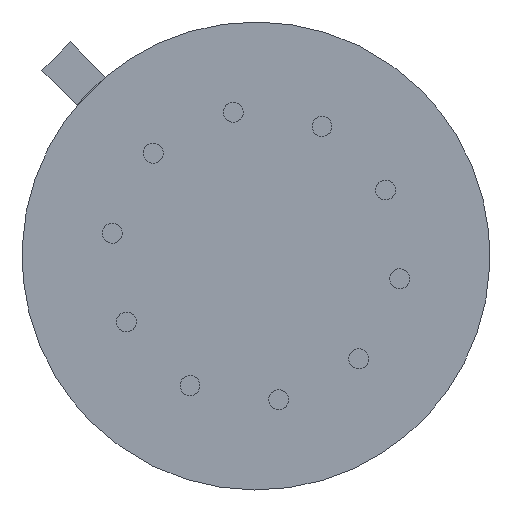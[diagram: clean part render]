
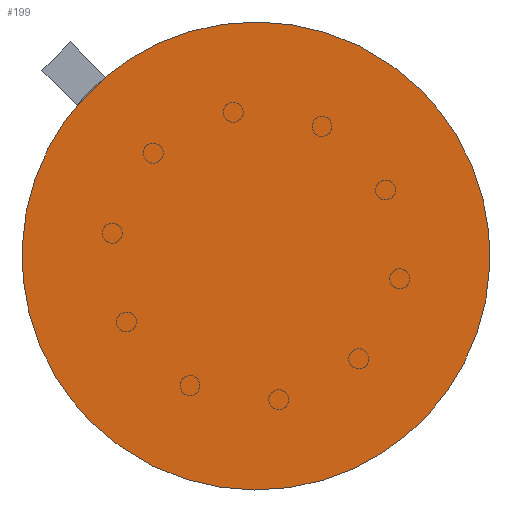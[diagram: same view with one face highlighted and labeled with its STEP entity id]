
A CAD part, front view. The second image highlights one B-rep face of the part: STEP entity #199.
In plain terms, the highlighted planar face has unit normal (0, -1, 0).
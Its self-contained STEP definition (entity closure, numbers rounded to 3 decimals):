
#40=PLANE('',#719);
#199=ADVANCED_FACE('',(#236),#40,.T.);
#236=FACE_OUTER_BOUND('',#273,.T.);
#273=EDGE_LOOP('',(#356,#357));
#356=ORIENTED_EDGE('',*,*,#474,.T.);
#357=ORIENTED_EDGE('',*,*,#477,.T.);
#474=EDGE_CURVE('',#629,#631,#554,.T.);
#477=EDGE_CURVE('',#631,#629,#557,.T.);
#554=(
BOUNDED_CURVE()
B_SPLINE_CURVE(2,(#1002,#1003,#1004,#1005,#1006),.UNSPECIFIED.,.F.,.F.)
B_SPLINE_CURVE_WITH_KNOTS((3,2,3),(0.,7.383,14.765),
 .UNSPECIFIED.)
CURVE()
GEOMETRIC_REPRESENTATION_ITEM()
RATIONAL_B_SPLINE_CURVE((1.,0.707,1.,0.707,1.))
REPRESENTATION_ITEM('')
);
#557=(
BOUNDED_CURVE()
B_SPLINE_CURVE(2,(#1014,#1015,#1016,#1017,#1018),.UNSPECIFIED.,.F.,.F.)
B_SPLINE_CURVE_WITH_KNOTS((3,2,3),(14.765,22.148,29.531),
 .UNSPECIFIED.)
CURVE()
GEOMETRIC_REPRESENTATION_ITEM()
RATIONAL_B_SPLINE_CURVE((1.,0.707,1.,0.707,1.))
REPRESENTATION_ITEM('')
);
#629=VERTEX_POINT('',#992);
#631=VERTEX_POINT('',#994);
#719=AXIS2_PLACEMENT_3D('',#980,#732,$);
#732=DIRECTION('',(0.,-1.,0.));
#980=CARTESIAN_POINT('',(0.,0.,-8.309));
#992=CARTESIAN_POINT('',(3.323,0.,3.323));
#994=CARTESIAN_POINT('',(-3.323,0.,-3.323));
#1002=CARTESIAN_POINT('',(3.323,0.,3.323));
#1003=CARTESIAN_POINT('',(0.,0.,6.647));
#1004=CARTESIAN_POINT('',(-3.323,0.,3.323));
#1005=CARTESIAN_POINT('',(-6.647,0.,0.));
#1006=CARTESIAN_POINT('',(-3.323,0.,-3.323));
#1014=CARTESIAN_POINT('',(-3.323,0.,-3.323));
#1015=CARTESIAN_POINT('',(0.,0.,-6.647));
#1016=CARTESIAN_POINT('',(3.323,0.,-3.323));
#1017=CARTESIAN_POINT('',(6.647,0.,0.));
#1018=CARTESIAN_POINT('',(3.323,0.,3.323));
